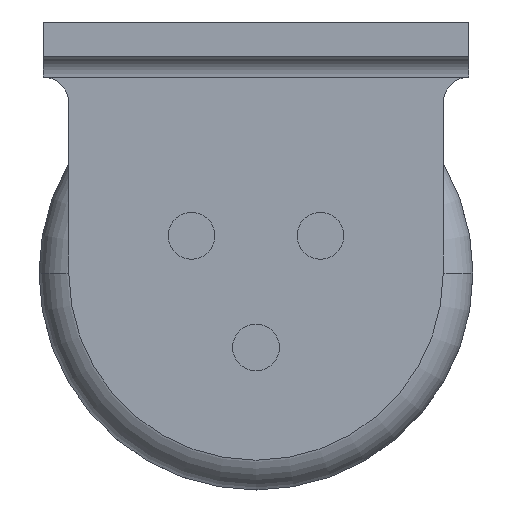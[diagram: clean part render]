
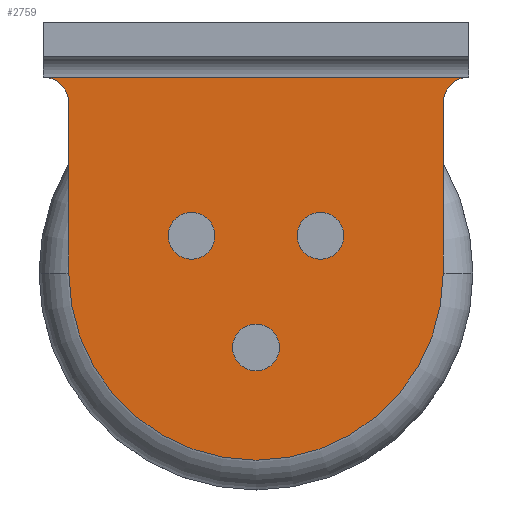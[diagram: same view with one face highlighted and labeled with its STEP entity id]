
A CAD part, front view. The second image highlights one B-rep face of the part: STEP entity #2759.
In plain terms, the highlighted face is planar.
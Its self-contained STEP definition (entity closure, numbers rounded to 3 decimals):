
#2008=DIRECTION('',(0.,0.,-1.));
#2009=VECTOR('',#2008,4.);
#2010=CARTESIAN_POINT('',(-4.4,0.8,-1.9));
#2011=LINE('',#2010,#2009);
#2015=CARTESIAN_POINT('',(0.,0.8,-5.9));
#2016=DIRECTION('',(0.,-1.,0.));
#2017=DIRECTION('',(-1.,0.,0.));
#2018=AXIS2_PLACEMENT_3D('',#2015,#2016,#2017);
#2023=CARTESIAN_POINT('',(5.,0.8,-1.9));
#2024=DIRECTION('',(0.,1.,0.));
#2025=DIRECTION('',(-1.,0.,0.));
#2026=AXIS2_PLACEMENT_3D('',#2023,#2024,#2025);
#2031=CARTESIAN_POINT('',(-5.,0.8,-1.9));
#2032=DIRECTION('',(0.,1.,0.));
#2033=DIRECTION('',(0.,0.,1.));
#2034=AXIS2_PLACEMENT_3D('',#2031,#2032,#2033);
#2039=CARTESIAN_POINT('',(1.516,0.8,-5.025));
#2040=DIRECTION('',(0.,1.,0.));
#2041=DIRECTION('',(1.,0.,0.));
#2042=AXIS2_PLACEMENT_3D('',#2039,#2040,#2041);
#2047=CARTESIAN_POINT('',(1.516,0.8,-5.025));
#2048=DIRECTION('',(0.,1.,0.));
#2049=DIRECTION('',(-1.,0.,0.));
#2050=AXIS2_PLACEMENT_3D('',#2047,#2048,#2049);
#2055=CARTESIAN_POINT('',(0.,0.8,-7.65));
#2056=DIRECTION('',(0.,1.,0.));
#2057=DIRECTION('',(1.,0.,0.));
#2058=AXIS2_PLACEMENT_3D('',#2055,#2056,#2057);
#2063=CARTESIAN_POINT('',(0.,0.8,-7.65));
#2064=DIRECTION('',(0.,1.,0.));
#2065=DIRECTION('',(-1.,0.,0.));
#2066=AXIS2_PLACEMENT_3D('',#2063,#2064,#2065);
#2071=CARTESIAN_POINT('',(-1.516,0.8,-5.025));
#2072=DIRECTION('',(0.,1.,0.));
#2073=DIRECTION('',(1.,0.,0.));
#2074=AXIS2_PLACEMENT_3D('',#2071,#2072,#2073);
#2079=CARTESIAN_POINT('',(-1.516,0.8,-5.025));
#2080=DIRECTION('',(0.,1.,0.));
#2081=DIRECTION('',(-1.,0.,0.));
#2082=AXIS2_PLACEMENT_3D('',#2079,#2080,#2081);
#2124=DIRECTION('',(1.,0.,0.));
#2125=VECTOR('',#2124,10.);
#2126=CARTESIAN_POINT('',(-5.,0.8,-1.3));
#2127=LINE('',#2126,#2125);
#2175=DIRECTION('',(0.,0.,-1.));
#2176=VECTOR('',#2175,4.);
#2177=CARTESIAN_POINT('',(4.4,0.8,-1.9));
#2178=LINE('',#2177,#2176);
#2618=CARTESIAN_POINT('',(-4.4,0.8,-1.9));
#2619=CARTESIAN_POINT('',(-4.4,0.8,-5.9));
#2620=VERTEX_POINT('',#2618);
#2621=VERTEX_POINT('',#2619);
#2622=CARTESIAN_POINT('',(4.4,0.8,-5.9));
#2623=VERTEX_POINT('',#2622);
#2624=CARTESIAN_POINT('',(4.4,0.8,-1.9));
#2625=VERTEX_POINT('',#2624);
#2626=CARTESIAN_POINT('',(5.,0.8,-1.3));
#2627=VERTEX_POINT('',#2626);
#2628=CARTESIAN_POINT('',(-5.,0.8,-1.3));
#2629=VERTEX_POINT('',#2628);
#2630=CARTESIAN_POINT('',(2.066,0.8,-5.025));
#2631=CARTESIAN_POINT('',(0.966,0.8,-5.025));
#2632=VERTEX_POINT('',#2630);
#2633=VERTEX_POINT('',#2631);
#2634=CARTESIAN_POINT('',(0.55,0.8,-7.65));
#2635=CARTESIAN_POINT('',(-0.55,0.8,-7.65));
#2636=VERTEX_POINT('',#2634);
#2637=VERTEX_POINT('',#2635);
#2638=CARTESIAN_POINT('',(-0.966,0.8,-5.025));
#2639=CARTESIAN_POINT('',(-2.066,0.8,-5.025));
#2640=VERTEX_POINT('',#2638);
#2641=VERTEX_POINT('',#2639);
#2722=CARTESIAN_POINT('',(-5.,0.8,-5.9));
#2723=DIRECTION('',(0.,1.,0.));
#2724=DIRECTION('',(0.,0.,1.));
#2725=AXIS2_PLACEMENT_3D('',#2722,#2723,#2724);
#2726=PLANE('',#2725);
#2728=ORIENTED_EDGE('',*,*,#2727,.T.);
#2730=ORIENTED_EDGE('',*,*,#2729,.T.);
#2732=ORIENTED_EDGE('',*,*,#2731,.F.);
#2734=ORIENTED_EDGE('',*,*,#2733,.T.);
#2736=ORIENTED_EDGE('',*,*,#2735,.F.);
#2738=ORIENTED_EDGE('',*,*,#2737,.T.);
#2739=EDGE_LOOP('',(#2728,#2730,#2732,#2734,#2736,#2738));
#2740=FACE_OUTER_BOUND('',#2739,.F.);
#2742=ORIENTED_EDGE('',*,*,#2741,.T.);
#2744=ORIENTED_EDGE('',*,*,#2743,.T.);
#2745=EDGE_LOOP('',(#2742,#2744));
#2746=FACE_BOUND('',#2745,.F.);
#2748=ORIENTED_EDGE('',*,*,#2747,.T.);
#2750=ORIENTED_EDGE('',*,*,#2749,.T.);
#2751=EDGE_LOOP('',(#2748,#2750));
#2752=FACE_BOUND('',#2751,.F.);
#2754=ORIENTED_EDGE('',*,*,#2753,.T.);
#2756=ORIENTED_EDGE('',*,*,#2755,.T.);
#2757=EDGE_LOOP('',(#2754,#2756));
#2758=FACE_BOUND('',#2757,.F.);
#2019=CIRCLE('',#2018,4.4);
#2027=CIRCLE('',#2026,0.6);
#2035=CIRCLE('',#2034,0.6);
#2043=CIRCLE('',#2042,0.55);
#2051=CIRCLE('',#2050,0.55);
#2059=CIRCLE('',#2058,0.55);
#2067=CIRCLE('',#2066,0.55);
#2075=CIRCLE('',#2074,0.55);
#2083=CIRCLE('',#2082,0.55);
#2727=EDGE_CURVE('',#2620,#2621,#2011,.T.);
#2729=EDGE_CURVE('',#2621,#2623,#2019,.T.);
#2731=EDGE_CURVE('',#2625,#2623,#2178,.T.);
#2733=EDGE_CURVE('',#2625,#2627,#2027,.T.);
#2735=EDGE_CURVE('',#2629,#2627,#2127,.T.);
#2737=EDGE_CURVE('',#2629,#2620,#2035,.T.);
#2741=EDGE_CURVE('',#2632,#2633,#2043,.T.);
#2743=EDGE_CURVE('',#2633,#2632,#2051,.T.);
#2747=EDGE_CURVE('',#2636,#2637,#2059,.T.);
#2749=EDGE_CURVE('',#2637,#2636,#2067,.T.);
#2753=EDGE_CURVE('',#2640,#2641,#2075,.T.);
#2755=EDGE_CURVE('',#2641,#2640,#2083,.T.);
#2759=ADVANCED_FACE('',(#2740,#2746,#2752,#2758),#2726,.T.);
